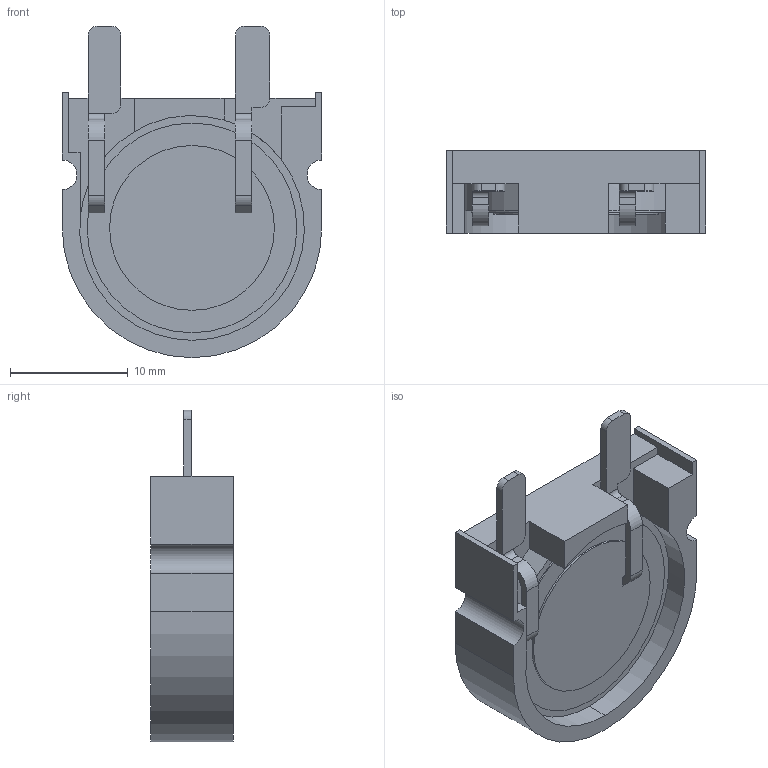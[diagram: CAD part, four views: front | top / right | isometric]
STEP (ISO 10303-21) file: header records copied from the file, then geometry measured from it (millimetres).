
FILE_DESCRIPTION (( 'STEP AP203' ), '1' );
FILE_NAME ('PT-2707.STEP', '2017-06-09T20:42:08', ( 'Gem' ), ( '' ), 'SwSTEP 2.0', 'SolidWorks 2013', '' );
FILE_SCHEMA (( 'CONFIG_CONTROL_DESIGN' ));
Length unit declared in the file: inch
Products named in the file (1): PT-2707
Bounding box: 22 x 7 x 28.09 mm (x, y, z)
Volume: 2311.8 mm3; surface area: 1846 mm2
Topology: 1 solids, 1 shells, 82 faces, 229 edges, 149 vertices
Faces by surface type: plane 49, cylinder 33
Entity records: 2729 total; most frequent: CARTESIAN_POINT 473, DIRECTION 460, ORIENTED_EDGE 458, EDGE_CURVE 229, VECTOR 160, LINE 160, AXIS2_PLACEMENT_3D 150, VERTEX_POINT 149
